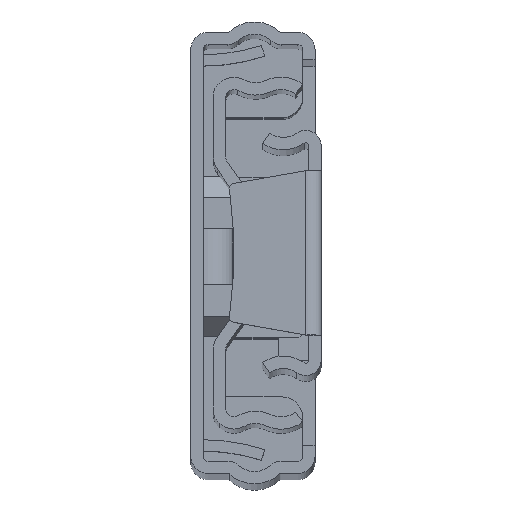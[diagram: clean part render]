
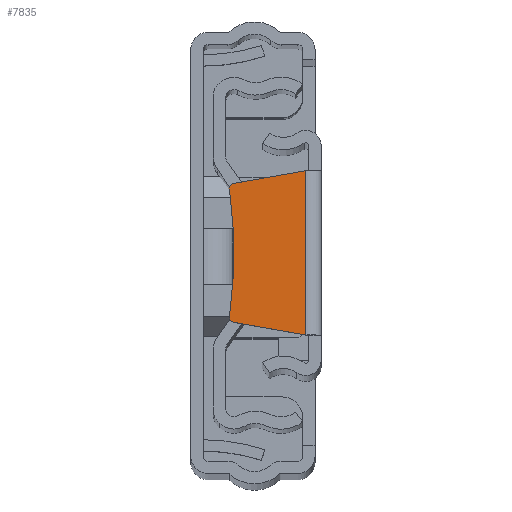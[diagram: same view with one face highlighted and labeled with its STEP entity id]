
A CAD part, top view. The second image highlights one B-rep face of the part: STEP entity #7835.
In plain terms, the highlighted planar face has unit normal (0, 0, 1).
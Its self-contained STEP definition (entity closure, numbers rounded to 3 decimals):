
#478=PLANE('',#8516);
#828=FACE_OUTER_BOUND('',#1289,.T.);
#1289=EDGE_LOOP('',(#6702,#6703,#6704,#6705,#6706,#6707));
#1950=LINE('',#12885,#2671);
#1954=LINE('',#12894,#2675);
#1957=LINE('',#12906,#2678);
#2671=VECTOR('',#10393,7.131);
#2675=VECTOR('',#10399,7.131);
#2678=VECTOR('',#10416,16.);
#3123=CIRCLE('',#8507,0.5);
#3125=CIRCLE('',#8512,0.5);
#3127=CIRCLE('',#8515,44.84);
#3785=VERTEX_POINT('',#12876);
#3786=VERTEX_POINT('',#12878);
#3788=VERTEX_POINT('',#12884);
#3791=VERTEX_POINT('',#12891);
#3792=VERTEX_POINT('',#12893);
#3794=VERTEX_POINT('',#12899);
#4807=EDGE_CURVE('',#3786,#3785,#3123,.T.);
#4810=EDGE_CURVE('',#3788,#3786,#1950,.T.);
#4814=EDGE_CURVE('',#3792,#3791,#1954,.T.);
#4817=EDGE_CURVE('',#3794,#3792,#3125,.T.);
#4820=EDGE_CURVE('',#3785,#3794,#3127,.T.);
#4821=EDGE_CURVE('',#3791,#3788,#1957,.T.);
#6702=ORIENTED_EDGE('',*,*,#4810,.T.);
#6703=ORIENTED_EDGE('',*,*,#4807,.T.);
#6704=ORIENTED_EDGE('',*,*,#4820,.T.);
#6705=ORIENTED_EDGE('',*,*,#4817,.T.);
#6706=ORIENTED_EDGE('',*,*,#4814,.T.);
#6707=ORIENTED_EDGE('',*,*,#4821,.T.);
#7835=ADVANCED_FACE('',(#828),#478,.T.);
#8507=AXIS2_PLACEMENT_3D('',#12879,#10387,#10388);
#8512=AXIS2_PLACEMENT_3D('',#12900,#10405,#10406);
#8515=AXIS2_PLACEMENT_3D('',#12904,#10412,#10413);
#8516=AXIS2_PLACEMENT_3D('',#12905,#10414,#10415);
#10387=DIRECTION('center_axis',(0.,0.,1.));
#10388=DIRECTION('ref_axis',(0.174,-0.985,0.));
#10393=DIRECTION('',(-0.985,-0.174,0.));
#10399=DIRECTION('',(0.985,-0.174,0.));
#10405=DIRECTION('center_axis',(0.,0.,1.));
#10406=DIRECTION('ref_axis',(0.99,-0.138,0.));
#10412=DIRECTION('center_axis',(0.,0.,-1.));
#10413=DIRECTION('ref_axis',(0.99,-0.138,0.));
#10414=DIRECTION('center_axis',(0.,0.,1.));
#10415=DIRECTION('ref_axis',(1.,0.,0.));
#10416=DIRECTION('',(0.,1.,0.));
#12876=CARTESIAN_POINT('',(-4.631,6.2,337.5));
#12878=CARTESIAN_POINT('',(-4.222,6.762,337.5));
#12879=CARTESIAN_POINT('Origin',(-4.136,6.269,337.5));
#12884=CARTESIAN_POINT('',(2.8,8.,337.5));
#12885=CARTESIAN_POINT('',(-1.521,7.238,337.5));
#12891=CARTESIAN_POINT('',(2.8,-8.,337.5));
#12893=CARTESIAN_POINT('',(-4.222,-6.762,337.5));
#12894=CARTESIAN_POINT('',(-5.032,-6.619,337.5));
#12899=CARTESIAN_POINT('',(-4.631,-6.2,337.5));
#12900=CARTESIAN_POINT('Origin',(-4.136,-6.269,337.5));
#12904=CARTESIAN_POINT('Origin',(-49.04,0.,
337.5));
#12905=CARTESIAN_POINT('Origin',(-4.7,0.,337.5));
#12906=CARTESIAN_POINT('',(2.8,0.,337.5));
